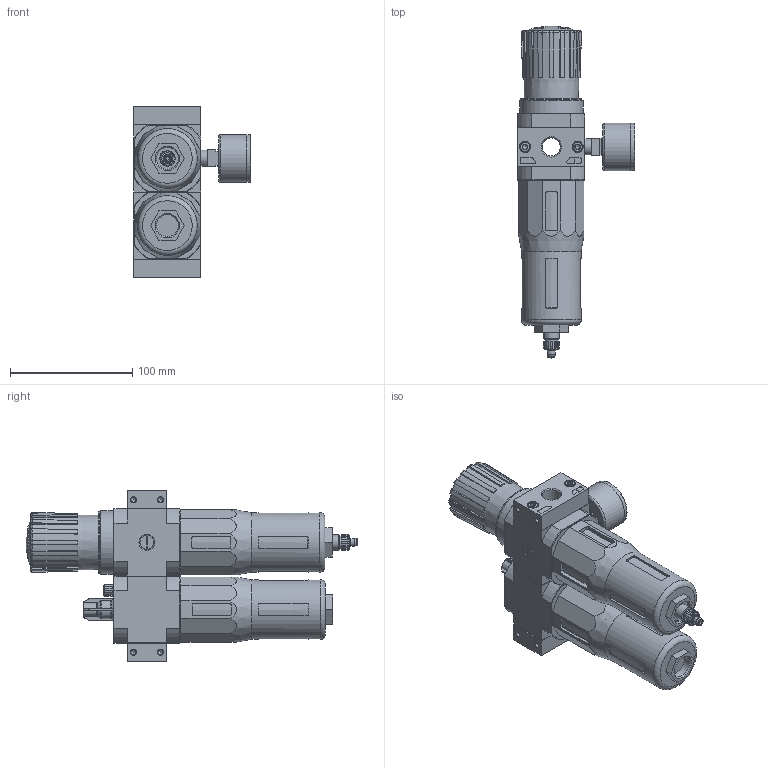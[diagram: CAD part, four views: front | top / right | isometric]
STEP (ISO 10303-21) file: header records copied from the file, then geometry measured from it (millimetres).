
FILE_DESCRIPTION(/* description */ ('STEP AP214'),/* implementation_level */ '2;1');
FILE_NAME(/* name */ '162773_FRC-3_8-D-5M-MIDI',/* time_stamp */ '2024-08-28T17:51:14+02:00',/* author */ ('License CC BY-ND 4.0'),/* organization */ ('CADENAS'),/* preprocessor_version */ 'ST-DEVELOPER v19.3',/* originating_system */ 'PARTsolutions',/* authorisation */ ' ');
FILE_SCHEMA (('AUTOMOTIVE_DESIGN {1 0 10303 214 3 1 1}'));
Length unit declared in the file: millimetre
Products named in the file (10): 162773 FRC-3/8-D-5M-MIDI; 380297 PBL-3/8-D-MIDI-L---(1) p1; DIN-912 - M5x18(F); 380299 PBL-3/8-D-MIDI-R---(0) p1; 127310 LFR-D-5M-MIDI--(0); 8003639 PAGN-40-16-G14; 373846 LR-MIDI; 648415 LF; 120536 LOE-D-MIDI; 351358 FRB-D-MIDI
Assembly tree (13 placements, depth 2):
  162773 FRC-3/8-D-5M-MIDI
    380297 PBL-3/8-D-MIDI-L---(1) p1
    DIN-912 - M5x18(F)  x4
    380299 PBL-3/8-D-MIDI-R---(0) p1
    127310 LFR-D-5M-MIDI--(0)
    8003639 PAGN-40-16-G14
    373846 LR-MIDI
    648415 LF
    120536 LOE-D-MIDI
    351358 FRB-D-MIDI  x2
Bounding box: 96.35 x 271.81 x 140 mm (x, y, z)
Volume: 957017.5 mm3; surface area: 158789.9 mm2
Topology: 13 solids, 14 shells, 999 faces, 2542 edges, 1635 vertices
Faces by surface type: plane 544, cylinder 215, cone 161, torus 74, sphere 5
Full cylindrical faces by diameter (mm): 3 x1, 3.2 x1, 3.6 x1, 3.7 x2, 3.8 x1, 4.134 x10, 5 x6, 5.6 x1, 6.3 x1, 6.4 x1, 6.8 x1, 7 x2, 7.1 x1, 8.5 x4, 8.7 x1, 9 x1, 9.6 x1, 10 x1, 11 x1, 11.2 x2, 11.445 x2, 12.6 x1, 13.157 x2, 14.95 x2, 16 x1, 16.4 x1, 18 x2, 24.9 x1, 26.4 x2, 29.7 x1
Entity records: 32557 total; most frequent: CARTESIAN_POINT 6442, ORIENTED_EDGE 4384, DIRECTION 4290, EDGE_CURVE 2192, AXIS2_PLACEMENT_3D 1671, VERTEX_POINT 1511, FACE_BOUND 1171, EDGE_LOOP 1165
